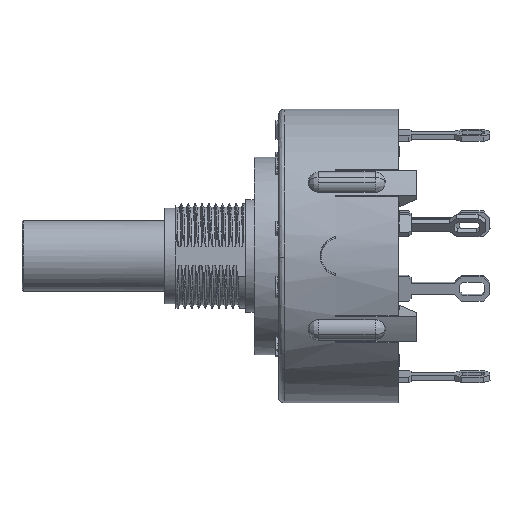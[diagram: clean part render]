
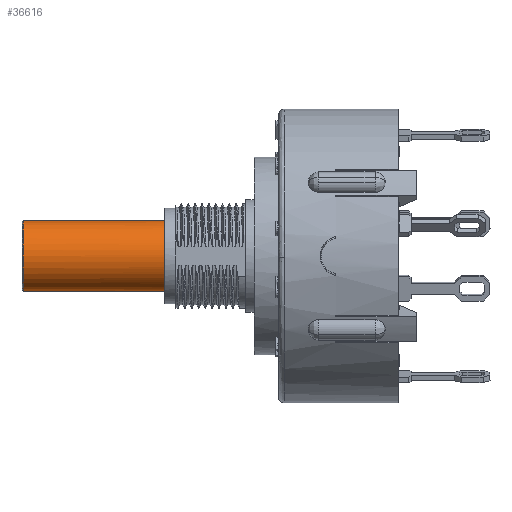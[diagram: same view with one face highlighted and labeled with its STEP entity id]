
A CAD part, left-side view. The second image highlights one B-rep face of the part: STEP entity #36616.
In plain terms, the highlighted cylindrical face has radius 3.15 mm (diameter 6.299 mm), a partial arc.
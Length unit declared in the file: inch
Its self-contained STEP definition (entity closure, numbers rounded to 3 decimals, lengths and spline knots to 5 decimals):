
#1184 = AXIS2_PLACEMENT_3D ( 'NONE', #26423, #41371, #15754 ) ;
#1360 = CARTESIAN_POINT ( 'NONE',  ( -0.01623, 0.196, -0.124 ) ) ;
#4796 = DIRECTION ( 'NONE',  ( 0., 1., 0. ) ) ;
#5973 = DIRECTION ( 'NONE',  ( 0., 0., 1. ) ) ;
#7332 = CARTESIAN_POINT ( 'NONE',  ( 0., 1.1632, -0.124 ) ) ;
#7354 = CYLINDRICAL_SURFACE ( 'NONE', #26512, 0.124 ) ;
#9733 = ORIENTED_EDGE ( 'NONE', *, *, #11650, .T. ) ;
#11650 = EDGE_CURVE ( 'NONE', #64581, #55988, #31791, .T. ) ;
#11986 = FACE_OUTER_BOUND ( 'NONE', #17607, .T. ) ;
#12520 = EDGE_CURVE ( 'NONE', #45741, #64581, #58743, .T. ) ;
#13931 = CARTESIAN_POINT ( 'NONE',  ( 0., 1.096, -0.124 ) ) ;
#14689 = CARTESIAN_POINT ( 'NONE',  ( -0.12077, 0.196, -0.03246 ) ) ;
#15754 = DIRECTION ( 'NONE',  ( 0., 0., 1. ) ) ;
#17607 = EDGE_LOOP ( 'NONE', ( #41520, #33975, #53975, #9733 ) ) ;
#17825 = VECTOR ( 'NONE', #4796, 39.37008 ) ;
#18340 = DIRECTION ( 'NONE',  ( 0., 1., 0. ) ) ;
#20714 = CARTESIAN_POINT ( 'NONE',  ( -0.124, 0.196, 0.01623 ) ) ;
#21054 = CARTESIAN_POINT ( 'NONE',  ( -0.0762, 0.196, -0.09916 ) ) ;
#21418 = CARTESIAN_POINT ( 'NONE',  ( -0.09916, 0.196, -0.0762 ) ) ;
#22592 = VECTOR ( 'NONE', #18340, 39.37008 ) ;
#22996 = CARTESIAN_POINT ( 'NONE',  ( -0.03246, 0.196, -0.12077 ) ) ;
#26423 = CARTESIAN_POINT ( 'NONE',  ( 0., 1.096, 0. ) ) ;
#26512 = AXIS2_PLACEMENT_3D ( 'NONE', #54625, #33643, #5973 ) ;
#29667 = EDGE_CURVE ( 'NONE', #67035, #45741, #49713, .T. ) ;
#31649 = CARTESIAN_POINT ( 'NONE',  ( 0., 0.196, -0.124 ) ) ;
#31791 = CIRCLE ( 'NONE', #1184, 0.124 ) ;
#32418 = CARTESIAN_POINT ( 'NONE',  ( -0.10835, 0.196, -0.06245 ) ) ;
#33643 = DIRECTION ( 'NONE',  ( 0., 1., 0. ) ) ;
#33975 = ORIENTED_EDGE ( 'NONE', *, *, #29667, .T. ) ;
#36350 = CARTESIAN_POINT ( 'NONE',  ( -0.10835, 0.196, 0.06245 ) ) ;
#36405 = CARTESIAN_POINT ( 'NONE',  ( 0., 1.1632, 0.124 ) ) ;
#36616 = ADVANCED_FACE ( 'NONE', ( #11986 ), #7354, .T. ) ;
#37359 = CARTESIAN_POINT ( 'NONE',  ( 0., 0.196, 0.124 ) ) ;
#37391 = CARTESIAN_POINT ( 'NONE',  ( -0.06245, 0.196, 0.10835 ) ) ;
#41371 = DIRECTION ( 'NONE',  ( 0., -1., 0. ) ) ;
#41520 = ORIENTED_EDGE ( 'NONE', *, *, #62039, .F. ) ;
#42033 = CARTESIAN_POINT ( 'NONE',  ( -0.12077, 0.196, 0.03246 ) ) ;
#42372 = CARTESIAN_POINT ( 'NONE',  ( -0.09916, 0.196, 0.0762 ) ) ;
#42702 = CARTESIAN_POINT ( 'NONE',  ( -0.01623, 0.196, 0.124 ) ) ;
#45741 = VERTEX_POINT ( 'NONE', #37359 ) ;
#47990 = CARTESIAN_POINT ( 'NONE',  ( 0., 1.096, 0.124 ) ) ;
#49713 = B_SPLINE_CURVE_WITH_KNOTS ( 'NONE', 3,
 ( #49987, #1360, #22996, #55670, #21054, #21418, #32418, #14689, #58019, #20714, #42033, #36350, #42372, #52685, #37391, #70059, #42702, #64024 ),
 .UNSPECIFIED., .F., .F.,
 ( 4, 2, 2, 2, 2, 2, 2, 2, 4 ),
 ( 0.75, 0.8125, 0.875, 0.9375, 1., 1.0625, 1.125, 1.1875, 1.25 ),
 .UNSPECIFIED. ) ;
#49987 = CARTESIAN_POINT ( 'NONE',  ( 0., 0.196, -0.124 ) ) ;
#52685 = CARTESIAN_POINT ( 'NONE',  ( -0.0762, 0.196, 0.09916 ) ) ;
#53975 = ORIENTED_EDGE ( 'NONE', *, *, #12520, .T. ) ;
#54625 = CARTESIAN_POINT ( 'NONE',  ( 0., 1.1632, 0. ) ) ;
#55642 = LINE ( 'NONE', #7332, #22592 ) ;
#55670 = CARTESIAN_POINT ( 'NONE',  ( -0.06245, 0.196, -0.10835 ) ) ;
#55988 = VERTEX_POINT ( 'NONE', #13931 ) ;
#58019 = CARTESIAN_POINT ( 'NONE',  ( -0.124, 0.196, -0.01623 ) ) ;
#58743 = LINE ( 'NONE', #36405, #17825 ) ;
#62039 = EDGE_CURVE ( 'NONE', #67035, #55988, #55642, .T. ) ;
#64024 = CARTESIAN_POINT ( 'NONE',  ( 0., 0.196, 0.124 ) ) ;
#64581 = VERTEX_POINT ( 'NONE', #47990 ) ;
#67035 = VERTEX_POINT ( 'NONE', #31649 ) ;
#70059 = CARTESIAN_POINT ( 'NONE',  ( -0.03246, 0.196, 0.12077 ) ) ;
